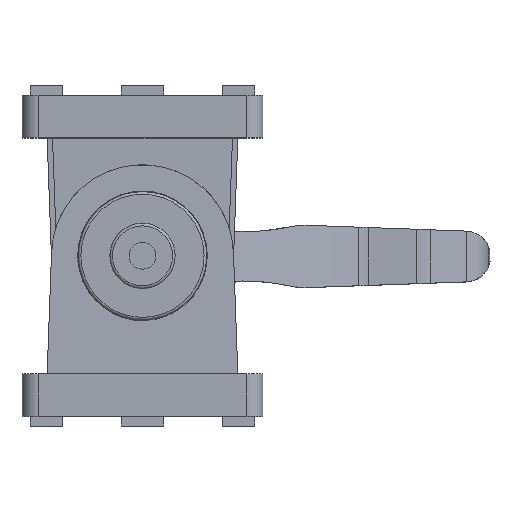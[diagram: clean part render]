
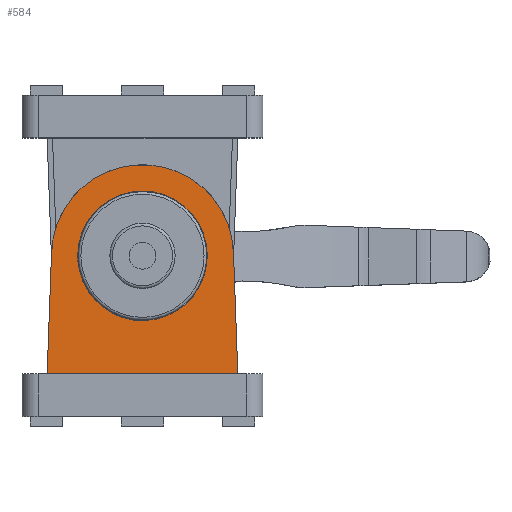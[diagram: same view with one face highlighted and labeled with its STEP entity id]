
A CAD part, top view. The second image highlights one B-rep face of the part: STEP entity #584.
In plain terms, the highlighted planar face has unit normal (0, 0.018, 1).
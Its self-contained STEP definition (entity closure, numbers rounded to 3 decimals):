
#584 = ADVANCED_FACE( '', ( #1204, #1205 ), #1206, .F. );
#1204 = FACE_BOUND( '', #1834, .T. );
#1205 = FACE_OUTER_BOUND( '', #1835, .T. );
#1206 = PLANE( '', #1836 );
#1834 = EDGE_LOOP( '', ( #3250 ) );
#1835 = EDGE_LOOP( '', ( #3251, #3252, #3253, #3254 ) );
#1836 = AXIS2_PLACEMENT_3D( '', #3255, #3256, #3257 );
#3250 = ORIENTED_EDGE( '', *, *, #3860, .F. );
#3251 = ORIENTED_EDGE( '', *, *, #3703, .F. );
#3252 = ORIENTED_EDGE( '', *, *, #3923, .F. );
#3253 = ORIENTED_EDGE( '', *, *, #4010, .F. );
#3254 = ORIENTED_EDGE( '', *, *, #3687, .T. );
#3255 = CARTESIAN_POINT( '', ( 22.5, 18., 19.302 ) );
#3256 = DIRECTION( '', ( 0., -0.017, -1. ) );
#3257 = DIRECTION( '', ( 0., 1., -0.017 ) );
#3687 = EDGE_CURVE( '', #4418, #4423, #4425, .F. );
#3703 = EDGE_CURVE( '', #4452, #4423, #4453, .T. );
#3860 = EDGE_CURVE( '', #4688, #4688, #4689, .F. );
#3923 = EDGE_CURVE( '', #4779, #4452, #4780, .T. );
#4010 = EDGE_CURVE( '', #4418, #4779, #4892, .T. );
#4418 = VERTEX_POINT( '', #5480 );
#4423 = VERTEX_POINT( '', #5486 );
#4425 = ELLIPSE( '', #5489, 17.003, 17. );
#4452 = VERTEX_POINT( '', #5523 );
#4453 = LINE( '', #5524, #5525 );
#4688 = VERTEX_POINT( '', #5870 );
#4689 = ELLIPSE( '', #5871, 12.102, 12.1 );
#4779 = VERTEX_POINT( '', #5988 );
#4780 = LINE( '', #5989, #5990 );
#4892 = LINE( '', #6193, #6194 );
#5480 = CARTESIAN_POINT( '', ( 16.989, 0.609, 19.605 ) );
#5486 = CARTESIAN_POINT( '', ( -16.989, 0.609, 19.605 ) );
#5489 = AXIS2_PLACEMENT_3D( '', #6649, #6650, #6651 );
#5523 = CARTESIAN_POINT( '', ( -17.8, -22., 20. ) );
#5524 = CARTESIAN_POINT( '', ( -16.315, 19.392, 19.278 ) );
#5525 = VECTOR( '', #6674, 1000. );
#5870 = CARTESIAN_POINT( '', ( 0., 12.1, 19.405 ) );
#5871 = AXIS2_PLACEMENT_3D( '', #6837, #6838, #6839 );
#5988 = CARTESIAN_POINT( '', ( 17.8, -22., 20. ) );
#5989 = CARTESIAN_POINT( '', ( 22.5, -22., 20. ) );
#5990 = VECTOR( '', #6930, 1000. );
#6193 = CARTESIAN_POINT( '', ( 16.373, 17.78, 19.306 ) );
#6194 = VECTOR( '', #7016, 1000. );
#6649 = CARTESIAN_POINT( '', ( 0., 0., 19.616 ) );
#6650 = DIRECTION( '', ( 0., -0.017, -1. ) );
#6651 = DIRECTION( '', ( 0., 1., -0.017 ) );
#6674 = DIRECTION( '', ( 0.036, 0.999, -0.017 ) );
#6837 = CARTESIAN_POINT( '', ( 0., 0., 19.616 ) );
#6838 = DIRECTION( '', ( 0., -0.017, -1. ) );
#6839 = DIRECTION( '', ( 0., 1., -0.017 ) );
#6930 = DIRECTION( '', ( -1., 0., 0. ) );
#7016 = DIRECTION( '', ( 0.036, -0.999, 0.017 ) );
